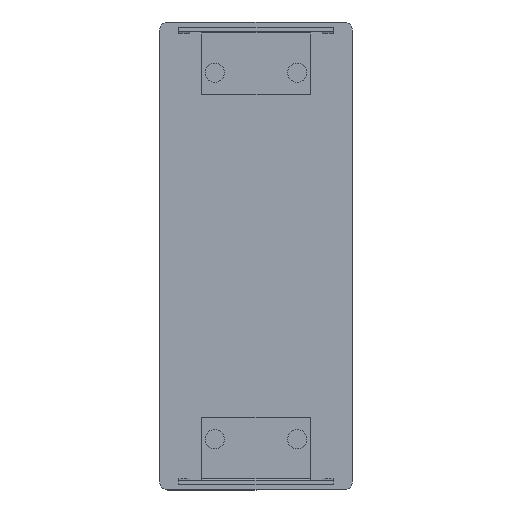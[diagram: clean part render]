
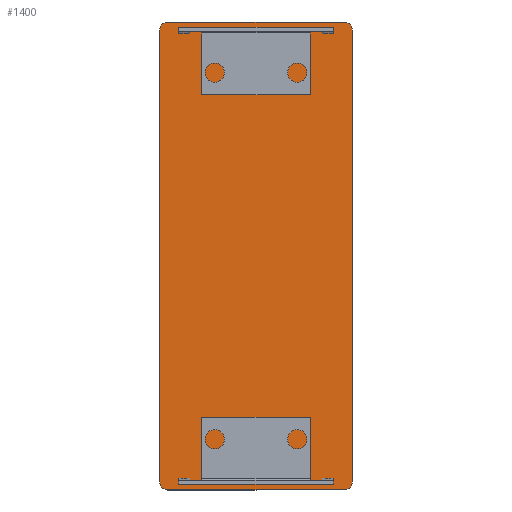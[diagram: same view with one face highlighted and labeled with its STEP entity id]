
A CAD part, top view. The second image highlights one B-rep face of the part: STEP entity #1400.
In plain terms, the highlighted face is planar.
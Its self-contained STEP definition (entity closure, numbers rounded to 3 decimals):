
#47 = CARTESIAN_POINT ( 'NONE',  ( -32., -85., 0. ) ) ;
#111 = ORIENTED_EDGE ( 'NONE', *, *, #1604, .F. ) ;
#194 = AXIS2_PLACEMENT_3D ( 'NONE', #347, #345, #344 ) ;
#288 = AXIS2_PLACEMENT_3D ( 'NONE', #524, #521, #519 ) ;
#309 = AXIS2_PLACEMENT_3D ( 'NONE', #654, #652, #650 ) ;
#332 = CARTESIAN_POINT ( 'NONE',  ( 35., 82., 0. ) ) ;
#344 = DIRECTION ( 'NONE',  ( -1., 0., 0. ) ) ;
#345 = DIRECTION ( 'NONE',  ( 0., 0., 1. ) ) ;
#347 = CARTESIAN_POINT ( 'NONE',  ( 32., -82., 0. ) ) ;
#350 = DIRECTION ( 'NONE',  ( 0., 1., 0. ) ) ;
#369 = AXIS2_PLACEMENT_3D ( 'NONE', #735, #733, #731 ) ;
#440 = LINE ( 'NONE', #787, #1942 ) ;
#448 = CIRCLE ( 'NONE', #288, 3. ) ;
#451 = LINE ( 'NONE', #606, #464 ) ;
#453 = VECTOR ( 'NONE', #745, 1000. ) ;
#464 = VECTOR ( 'NONE', #613, 1000. ) ;
#519 = DIRECTION ( 'NONE',  ( -1., 0., 0. ) ) ;
#521 = DIRECTION ( 'NONE',  ( 0., 0., 1. ) ) ;
#524 = CARTESIAN_POINT ( 'NONE',  ( -32., -82., 0. ) ) ;
#545 = DIRECTION ( 'NONE',  ( 1., 0., 0. ) ) ;
#562 = VERTEX_POINT ( 'NONE', #586 ) ;
#586 = CARTESIAN_POINT ( 'NONE',  ( 35., -82., 0. ) ) ;
#606 = CARTESIAN_POINT ( 'NONE',  ( -35., 82., 0. ) ) ;
#613 = DIRECTION ( 'NONE',  ( 0., -1., 0. ) ) ;
#650 = DIRECTION ( 'NONE',  ( -1., 0., 0. ) ) ;
#652 = DIRECTION ( 'NONE',  ( 0., 0., 1. ) ) ;
#653 = VERTEX_POINT ( 'NONE', #47 ) ;
#654 = CARTESIAN_POINT ( 'NONE',  ( -32., 82., 0. ) ) ;
#669 = ORIENTED_EDGE ( 'NONE', *, *, #1709, .F. ) ;
#708 = CARTESIAN_POINT ( 'NONE',  ( 32., 85., 0. ) ) ;
#731 = DIRECTION ( 'NONE',  ( -1., 0., 0. ) ) ;
#733 = DIRECTION ( 'NONE',  ( 0., 0., 1. ) ) ;
#735 = CARTESIAN_POINT ( 'NONE',  ( 32., 82., 0. ) ) ;
#745 = DIRECTION ( 'NONE',  ( -1., 0., 0. ) ) ;
#763 = ORIENTED_EDGE ( 'NONE', *, *, #2029, .F. ) ;
#770 = VERTEX_POINT ( 'NONE', #1975 ) ;
#787 = CARTESIAN_POINT ( 'NONE',  ( 32., -85., 0. ) ) ;
#802 = CARTESIAN_POINT ( 'NONE',  ( 35., 82., 0. ) ) ;
#850 = AXIS2_PLACEMENT_3D ( 'NONE', #1152, #1158, #1144 ) ;
#910 = VERTEX_POINT ( 'NONE', #1864 ) ;
#940 = CARTESIAN_POINT ( 'NONE',  ( 32., 85., 0. ) ) ;
#973 = CIRCLE ( 'NONE', #369, 3. ) ;
#1050 = CARTESIAN_POINT ( 'NONE',  ( -35., -82., 0. ) ) ;
#1107 = CARTESIAN_POINT ( 'NONE',  ( 32., -85., 0. ) ) ;
#1144 = DIRECTION ( 'NONE',  ( -1., 0., 0. ) ) ;
#1147 = PLANE ( 'NONE',  #850 ) ;
#1152 = CARTESIAN_POINT ( 'NONE',  ( 32., 82., 0. ) ) ;
#1158 = DIRECTION ( 'NONE',  ( 0., 0., -1. ) ) ;
#1368 = CIRCLE ( 'NONE', #309, 3. ) ;
#1400 = ADVANCED_FACE ( 'NONE', ( #1616 ), #1147, .T. ) ;
#1423 = VERTEX_POINT ( 'NONE', #1107 ) ;
#1443 = VERTEX_POINT ( 'NONE', #1050 ) ;
#1464 = VERTEX_POINT ( 'NONE', #940 ) ;
#1476 = ORIENTED_EDGE ( 'NONE', *, *, #1849, .F. ) ;
#1485 = ORIENTED_EDGE ( 'NONE', *, *, #1943, .F. ) ;
#1487 = ORIENTED_EDGE ( 'NONE', *, *, #1765, .F. ) ;
#1501 = ORIENTED_EDGE ( 'NONE', *, *, #1984, .F. ) ;
#1507 = ORIENTED_EDGE ( 'NONE', *, *, #2011, .F. ) ;
#1540 = VERTEX_POINT ( 'NONE', #802 ) ;
#1604 = EDGE_CURVE ( 'NONE', #1540, #1464, #973, .T. ) ;
#1616 = FACE_OUTER_BOUND ( 'NONE', #1719, .T. ) ;
#1709 = EDGE_CURVE ( 'NONE', #1464, #910, #1803, .T. ) ;
#1719 = EDGE_LOOP ( 'NONE', ( #111, #763, #1507, #1501, #1485, #1476, #1487, #669 ) ) ;
#1765 = EDGE_CURVE ( 'NONE', #910, #770, #1368, .T. ) ;
#1803 = LINE ( 'NONE', #708, #453 ) ;
#1849 = EDGE_CURVE ( 'NONE', #770, #1443, #451, .T. ) ;
#1864 = CARTESIAN_POINT ( 'NONE',  ( -32., 85., 0. ) ) ;
#1942 = VECTOR ( 'NONE', #545, 1000. ) ;
#1943 = EDGE_CURVE ( 'NONE', #1443, #653, #448, .T. ) ;
#1963 = VECTOR ( 'NONE', #350, 1000. ) ;
#1975 = CARTESIAN_POINT ( 'NONE',  ( -35., 82., 0. ) ) ;
#1984 = EDGE_CURVE ( 'NONE', #653, #1423, #440, .T. ) ;
#2004 = CIRCLE ( 'NONE', #194, 3. ) ;
#2007 = LINE ( 'NONE', #332, #1963 ) ;
#2011 = EDGE_CURVE ( 'NONE', #1423, #562, #2004, .T. ) ;
#2029 = EDGE_CURVE ( 'NONE', #562, #1540, #2007, .T. ) ;
